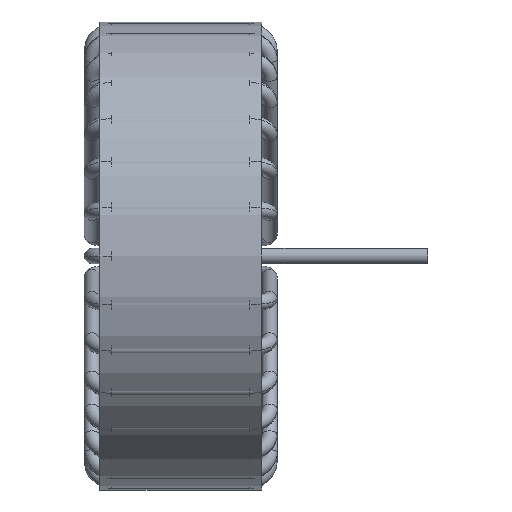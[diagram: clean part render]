
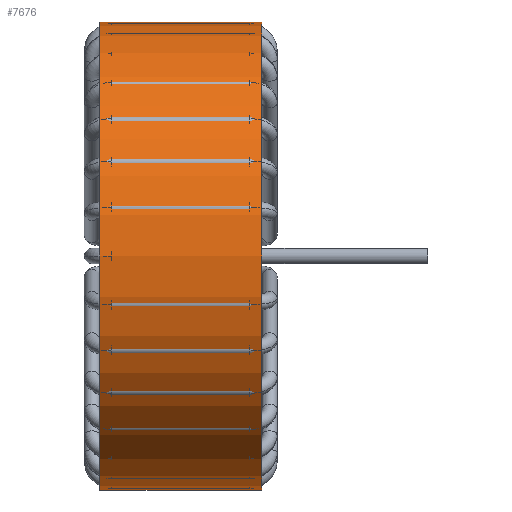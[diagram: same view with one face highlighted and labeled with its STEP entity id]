
A CAD part, left-side view. The second image highlights one B-rep face of the part: STEP entity #7676.
In plain terms, the highlighted cylindrical face has radius 19.735 mm (diameter 39.47 mm), a partial arc.
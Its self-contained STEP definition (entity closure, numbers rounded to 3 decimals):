
#129 = DIRECTION ( 'NONE',  ( 0., 1., 0. ) ) ;
#1084 = CYLINDRICAL_SURFACE ( 'NONE', #8498, 19.735 ) ;
#1311 = VERTEX_POINT ( 'NONE', #14419 ) ;
#1330 = CIRCLE ( 'NONE', #7923, 19.735 ) ;
#2230 = EDGE_CURVE ( 'NONE', #1311, #3852, #1330, .T. ) ;
#2819 = VERTEX_POINT ( 'NONE', #8640 ) ;
#3189 = LINE ( 'NONE', #5794, #3343 ) ;
#3343 = VECTOR ( 'NONE', #8044, 1000. ) ;
#3617 = CARTESIAN_POINT ( 'NONE',  ( 0., 14.96, 0. ) ) ;
#3852 = VERTEX_POINT ( 'NONE', #7939 ) ;
#4007 = DIRECTION ( 'NONE',  ( 0., 1., 0. ) ) ;
#4073 = CIRCLE ( 'NONE', #10079, 19.735 ) ;
#4716 = CARTESIAN_POINT ( 'NONE',  ( 0., 70.779, 0. ) ) ;
#4777 = ORIENTED_EDGE ( 'NONE', *, *, #11077, .T. ) ;
#4920 = ORIENTED_EDGE ( 'NONE', *, *, #10843, .T. ) ;
#4949 = DIRECTION ( 'NONE',  ( 0., 0., 1. ) ) ;
#5712 = ORIENTED_EDGE ( 'NONE', *, *, #12104, .F. ) ;
#5794 = CARTESIAN_POINT ( 'NONE',  ( 0., 70.779, -19.735 ) ) ;
#5839 = DIRECTION ( 'NONE',  ( 0., -1., 0. ) ) ;
#6358 = FACE_OUTER_BOUND ( 'NONE', #14556, .T. ) ;
#6789 = LINE ( 'NONE', #8479, #11738 ) ;
#7676 = ADVANCED_FACE ( 'NONE', ( #6358 ), #1084, .T. ) ;
#7923 = AXIS2_PLACEMENT_3D ( 'NONE', #3617, #4007, #4949 ) ;
#7939 = CARTESIAN_POINT ( 'NONE',  ( 0., 14.96, 19.735 ) ) ;
#8044 = DIRECTION ( 'NONE',  ( 0., -1., 0. ) ) ;
#8479 = CARTESIAN_POINT ( 'NONE',  ( 0., 70.779, 19.735 ) ) ;
#8498 = AXIS2_PLACEMENT_3D ( 'NONE', #4716, #5839, #9301 ) ;
#8511 = VERTEX_POINT ( 'NONE', #10978 ) ;
#8640 = CARTESIAN_POINT ( 'NONE',  ( 0., 1.3, 19.735 ) ) ;
#9079 = CARTESIAN_POINT ( 'NONE',  ( 0., 1.3, 0. ) ) ;
#9301 = DIRECTION ( 'NONE',  ( 0., 0., -1. ) ) ;
#10079 = AXIS2_PLACEMENT_3D ( 'NONE', #9079, #129, #12562 ) ;
#10269 = ORIENTED_EDGE ( 'NONE', *, *, #2230, .F. ) ;
#10843 = EDGE_CURVE ( 'NONE', #1311, #8511, #3189, .T. ) ;
#10978 = CARTESIAN_POINT ( 'NONE',  ( 0., 1.3, -19.735 ) ) ;
#11077 = EDGE_CURVE ( 'NONE', #8511, #2819, #4073, .T. ) ;
#11738 = VECTOR ( 'NONE', #13242, 1000. ) ;
#12104 = EDGE_CURVE ( 'NONE', #3852, #2819, #6789, .T. ) ;
#12562 = DIRECTION ( 'NONE',  ( 0., 0., 1. ) ) ;
#13242 = DIRECTION ( 'NONE',  ( 0., -1., 0. ) ) ;
#14419 = CARTESIAN_POINT ( 'NONE',  ( 0., 14.96, -19.735 ) ) ;
#14556 = EDGE_LOOP ( 'NONE', ( #5712, #10269, #4920, #4777 ) ) ;
